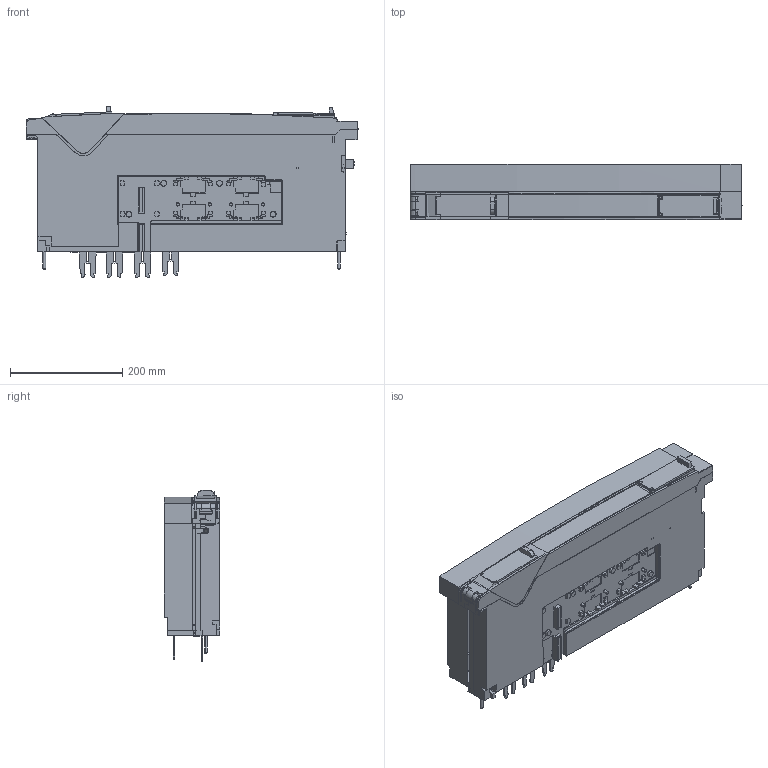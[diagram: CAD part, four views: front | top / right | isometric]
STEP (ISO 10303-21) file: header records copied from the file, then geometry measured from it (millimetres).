
FILE_DESCRIPTION((''),'2;1');
FILE_NAME('PRT0001','2023-10-16T18:23:09',('20724'),(''),'CREO PARAMETRIC BY PTC INC, 2016390','CREO PARAMETRIC BY PTC INC, 2016390','');
FILE_SCHEMA(('AUTOMOTIVE_DESIGN { 1 0 10303 214 1 1 1 1 }'));
Products named in the file (1): PRT0001
Bounding box: 591.48 x 99.2 x 304.76 mm (x, y, z)
Surface area: 927460.3 mm2 (no closed solid volume)
Topology: 0 solids, 140 shells, 2429 faces, 7480 edges, 5257 vertices
Faces by surface type: plane 1802, cylinder 410, cone 183, extrusion 16, torus 13, bspline 5
Entity records: 108057 total; most frequent: CARTESIAN_POINT 18459, ORIENTED_EDGE 13445, DIRECTION 12803, EDGE_CURVE 7474, PRESENTATION_STYLE_ASSIGNMENT 7221, STYLED_ITEM 7002, CURVE_STYLE 6773, VECTOR 5861
